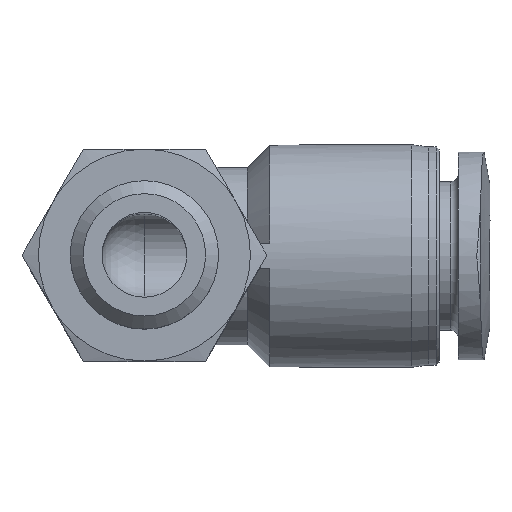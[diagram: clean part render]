
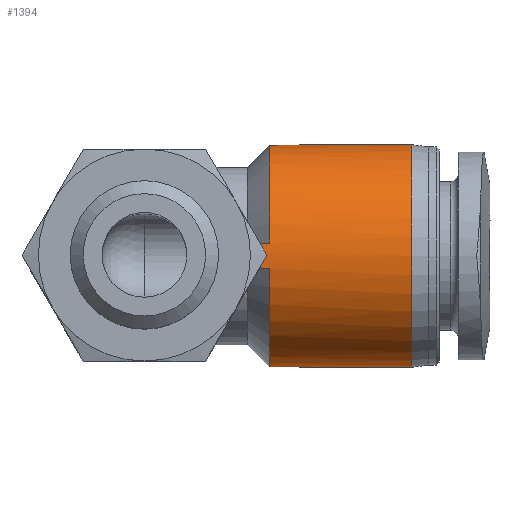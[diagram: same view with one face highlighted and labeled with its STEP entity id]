
A CAD part, top view. The second image highlights one B-rep face of the part: STEP entity #1394.
In plain terms, the highlighted cylindrical face has radius 5.25 mm (diameter 10.5 mm), a full revolution.
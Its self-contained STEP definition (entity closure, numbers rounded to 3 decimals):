
#28=ELLIPSE('',#1512,7.425,5.25);
#29=ELLIPSE('',#1513,7.425,5.25);
#39=CYLINDRICAL_SURFACE('',#1509,5.25);
#80=B_SPLINE_CURVE_WITH_KNOTS('',3,(#2004,#2005,#2006,#2007),
 .UNSPECIFIED.,.F.,.F.,(4,4),(0.,0.001),
 .UNSPECIFIED.);
#123=CIRCLE('',#1446,5.25);
#135=CIRCLE('',#1466,5.25);
#136=CIRCLE('',#1468,5.25);
#152=CIRCLE('',#1510,5.25);
#153=CIRCLE('',#1511,5.25);
#343=ORIENTED_EDGE('',*,*,#537,.F.);
#344=ORIENTED_EDGE('',*,*,#538,.T.);
#345=ORIENTED_EDGE('',*,*,#539,.T.);
#346=ORIENTED_EDGE('',*,*,#540,.T.);
#347=ORIENTED_EDGE('',*,*,#471,.T.);
#348=ORIENTED_EDGE('',*,*,#457,.F.);
#349=ORIENTED_EDGE('',*,*,#493,.T.);
#350=ORIENTED_EDGE('',*,*,#541,.T.);
#351=ORIENTED_EDGE('',*,*,#489,.T.);
#352=ORIENTED_EDGE('',*,*,#542,.F.);
#353=ORIENTED_EDGE('',*,*,#494,.T.);
#354=ORIENTED_EDGE('',*,*,#461,.T.);
#457=EDGE_CURVE('',#587,#579,#658,.T.);
#461=EDGE_CURVE('',#592,#591,#660,.T.);
#471=EDGE_CURVE('',#599,#579,#123,.T.);
#489=EDGE_CURVE('',#612,#611,#80,.T.);
#493=EDGE_CURVE('',#587,#614,#135,.T.);
#494=EDGE_CURVE('',#615,#592,#136,.T.);
#537=EDGE_CURVE('',#641,#641,#152,.T.);
#538=EDGE_CURVE('',#591,#642,#153,.T.);
#539=EDGE_CURVE('',#642,#643,#28,.T.);
#540=EDGE_CURVE('',#643,#599,#29,.T.);
#541=EDGE_CURVE('',#614,#612,#675,.T.);
#542=EDGE_CURVE('',#615,#611,#676,.T.);
#579=VERTEX_POINT('',#1902);
#587=VERTEX_POINT('',#1924);
#591=VERTEX_POINT('',#1933);
#592=VERTEX_POINT('',#1935);
#599=VERTEX_POINT('',#1962);
#611=VERTEX_POINT('',#2003);
#612=VERTEX_POINT('',#2008);
#614=VERTEX_POINT('',#2017);
#615=VERTEX_POINT('',#2021);
#641=VERTEX_POINT('',#2185);
#642=VERTEX_POINT('',#2187);
#643=VERTEX_POINT('',#2189);
#658=LINE('',#1925,#689);
#660=LINE('',#1934,#691);
#675=LINE('',#2191,#706);
#676=LINE('',#2192,#707);
#689=VECTOR('',#1588,1000.);
#691=VECTOR('',#1596,1000.);
#706=VECTOR('',#1755,1000.);
#707=VECTOR('',#1756,1000.);
#768=EDGE_LOOP('',(#343));
#769=EDGE_LOOP('',(#344,#345,#346,#347,#348,#349,#350,#351,#352,#353,#354));
#855=FACE_BOUND('',#768,.T.);
#856=FACE_BOUND('',#769,.T.);
#1394=ADVANCED_FACE('',(#855,#856),#39,.T.);
#1446=AXIS2_PLACEMENT_3D('',#1963,#1609,#1610);
#1466=AXIS2_PLACEMENT_3D('',#2018,#1653,#1654);
#1468=AXIS2_PLACEMENT_3D('',#2020,#1657,#1658);
#1509=AXIS2_PLACEMENT_3D('',#2183,#1745,#1746);
#1510=AXIS2_PLACEMENT_3D('',#2184,#1747,#1748);
#1511=AXIS2_PLACEMENT_3D('',#2186,#1749,#1750);
#1512=AXIS2_PLACEMENT_3D('',#2188,#1751,#1752);
#1513=AXIS2_PLACEMENT_3D('',#2190,#1753,#1754);
#1588=DIRECTION('',(-1.,0.,0.));
#1596=DIRECTION('',(-1.,0.,0.));
#1609=DIRECTION('',(1.,0.,0.));
#1610=DIRECTION('',(0.,0.,-1.));
#1653=DIRECTION('',(1.,0.,0.));
#1654=DIRECTION('',(0.,0.,-1.));
#1657=DIRECTION('',(1.,0.,0.));
#1658=DIRECTION('',(0.,0.,-1.));
#1745=DIRECTION('',(1.,0.,0.));
#1746=DIRECTION('',(0.,0.,-1.));
#1747=DIRECTION('',(1.,0.,0.));
#1748=DIRECTION('',(0.,0.,-1.));
#1749=DIRECTION('',(1.,0.,0.));
#1750=DIRECTION('',(0.,0.,-1.));
#1751=DIRECTION('',(0.707,-0.707,0.));
#1752=DIRECTION('',(0.707,0.707,0.));
#1753=DIRECTION('',(0.707,0.707,0.));
#1754=DIRECTION('',(0.707,-0.707,0.));
#1755=DIRECTION('',(-1.,0.,0.));
#1756=DIRECTION('',(-1.,0.,0.));
#1902=CARTESIAN_POINT('',(0.,0.6,-5.216));
#1924=CARTESIAN_POINT('',(5.9,0.6,-5.216));
#1925=CARTESIAN_POINT('',(5.9,0.6,-5.216));
#1933=CARTESIAN_POINT('',(0.,-0.6,-5.216));
#1934=CARTESIAN_POINT('',(5.9,-0.6,-5.216));
#1935=CARTESIAN_POINT('',(5.9,-0.6,-5.216));
#1962=CARTESIAN_POINT('',(0.,0.546,-5.222));
#1963=CARTESIAN_POINT('',(0.,0.,0.));
#2003=CARTESIAN_POINT('',(4.687,-0.6,5.216));
#2004=CARTESIAN_POINT('',(4.687,0.6,5.216));
#2005=CARTESIAN_POINT('',(4.738,0.2,5.262));
#2006=CARTESIAN_POINT('',(4.738,-0.2,5.262));
#2007=CARTESIAN_POINT('',(4.687,-0.6,5.216));
#2008=CARTESIAN_POINT('',(4.687,0.6,5.216));
#2017=CARTESIAN_POINT('',(5.9,0.6,5.216));
#2018=CARTESIAN_POINT('',(5.9,0.,0.));
#2020=CARTESIAN_POINT('',(5.9,0.,0.));
#2021=CARTESIAN_POINT('',(5.9,-0.6,5.216));
#2183=CARTESIAN_POINT('',(16.3,0.,0.));
#2184=CARTESIAN_POINT('',(12.6,0.,0.));
#2185=CARTESIAN_POINT('',(12.6,0.,-5.25));
#2186=CARTESIAN_POINT('',(0.,0.,0.));
#2187=CARTESIAN_POINT('',(0.,-0.546,-5.222));
#2188=CARTESIAN_POINT('',(0.546,0.,0.));
#2189=CARTESIAN_POINT('',(0.546,0.,-5.25));
#2190=CARTESIAN_POINT('',(0.546,0.,0.));
#2191=CARTESIAN_POINT('',(5.9,0.6,5.216));
#2192=CARTESIAN_POINT('',(5.9,-0.6,5.216));
